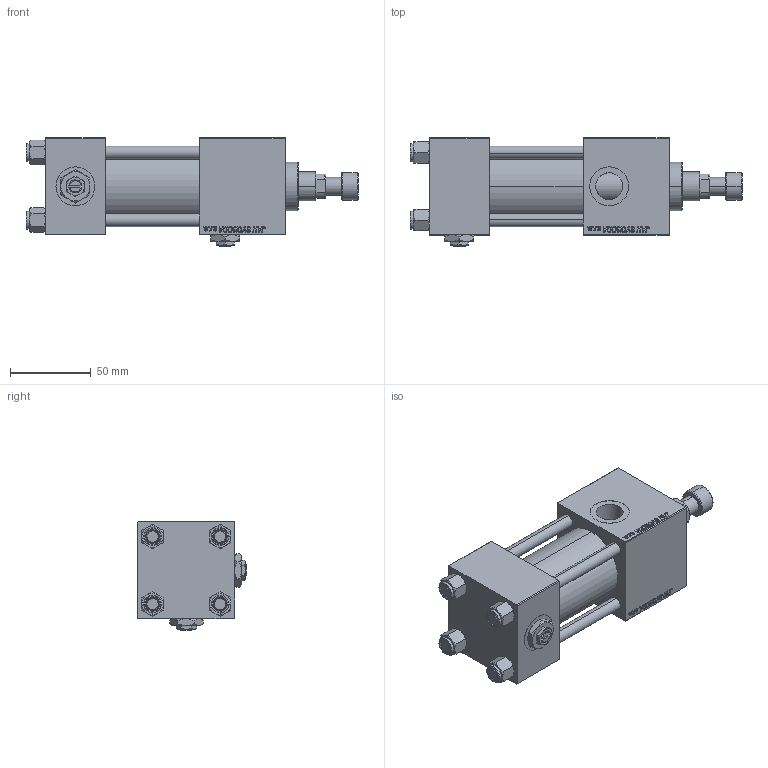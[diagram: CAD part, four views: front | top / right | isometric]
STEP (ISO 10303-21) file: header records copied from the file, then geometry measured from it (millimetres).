
FILE_DESCRIPTION (( 'STEP AP203' ), '1' );
FILE_NAME ('cdab.STEP', '2022-04-15T21:26:07', ( '' ), ( '' ), 'SwSTEP 2.0', 'SolidWorks 2019', '' );
FILE_SCHEMA (( 'CONFIG_CONTROL_DESIGN' ));
Length unit declared in the file: millimetre
Products named in the file (8): Zatka_pro_OIL_PORT 706923d8f68e4bb66d48737e68c9f397; V215_VC_A 706923d8f68e4bb66d48737e68c9f397; V215CR_ROD_END_F 706923d8f68e4bb66d48737e68c9f397; V215CR_VCP_C 706923d8f68e4bb66d48737e68c9f397; cdab; V215CR_C_Body 706923d8f68e4bb66d48737e68c9f397; NUT_M5_C 706923d8f68e4bb66d48737e68c9f397; V215CR_C_TYCINKA 706923d8f68e4bb66d48737e68c9f397
Assembly tree (14 placements, depth 2):
  cdab
    V215CR_C_Body 706923d8f68e4bb66d48737e68c9f397
    V215CR_VCP_C 706923d8f68e4bb66d48737e68c9f397
    NUT_M5_C 706923d8f68e4bb66d48737e68c9f397  x4
    V215CR_C_TYCINKA 706923d8f68e4bb66d48737e68c9f397  x4
    V215_VC_A 706923d8f68e4bb66d48737e68c9f397
    V215CR_ROD_END_F 706923d8f68e4bb66d48737e68c9f397
    Zatka_pro_OIL_PORT 706923d8f68e4bb66d48737e68c9f397  x2
Bounding box: 205 x 67 x 67 mm (x, y, z)
Volume: 402006.2 mm3; surface area: 109724.3 mm2
Topology: 14 solids, 14 shells, 1267 faces, 3138 edges, 2023 vertices
Faces by surface type: plane 579, bspline 392, cone 178, cylinder 106, torus 12
Entity records: 52786 total; most frequent: CARTESIAN_POINT 27796, ORIENTED_EDGE 5576, DIRECTION 3646, EDGE_CURVE 2788, VERTEX_POINT 1821, VECTOR 1648, LINE 1648, EDGE_LOOP 1243
